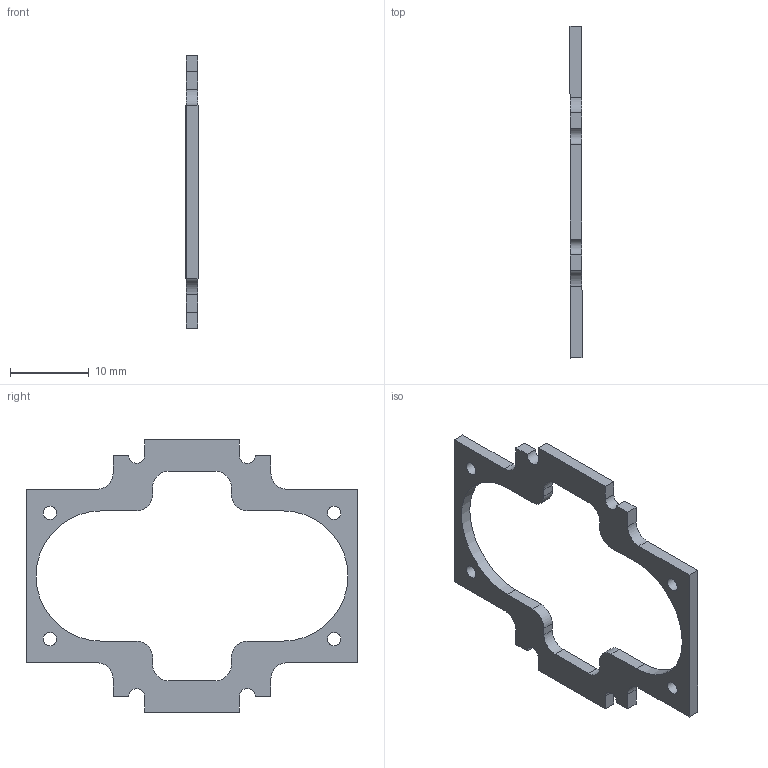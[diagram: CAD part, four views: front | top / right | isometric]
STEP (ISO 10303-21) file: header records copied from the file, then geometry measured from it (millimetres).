
FILE_DESCRIPTION(/* description */ (''),/* implementation_level */ '2;1');
FILE_NAME(/* name */ '',/* time_stamp */ '2023-12-11T00:01:19+09:00',/* author */ (''),/* organization */ (''),/* preprocessor_version */ 'ST-DEVELOPER v20',/* originating_system */ 'Autodesk Translation Framework v12.14.0.127',/* authorisation */ '');
FILE_SCHEMA (('AUTOMOTIVE_DESIGN { 1 0 10303 214 3 1 1 }'));
Length unit declared in the file: millimetre
Products named in the file (2): 脚接続フレーム; 足接続フレーム
Assembly tree (1 placements, depth 2):
  脚接続フレーム
    足接続フレーム
Bounding box: 1.53 x 42 x 34.5 mm (x, y, z)
Volume: 655.1 mm3; surface area: 1303.2 mm2
Topology: 1 solids, 1 shells, 54 faces, 156 edges, 104 vertices
Faces by surface type: plane 32, cylinder 22
Full cylindrical faces by diameter (mm): 1.7 x4
Entity records: 1864 total; most frequent: CARTESIAN_POINT 317, DIRECTION 314, ORIENTED_EDGE 312, EDGE_CURVE 156, LINE 112, VECTOR 112, VERTEX_POINT 104, AXIS2_PLACEMENT_3D 101
